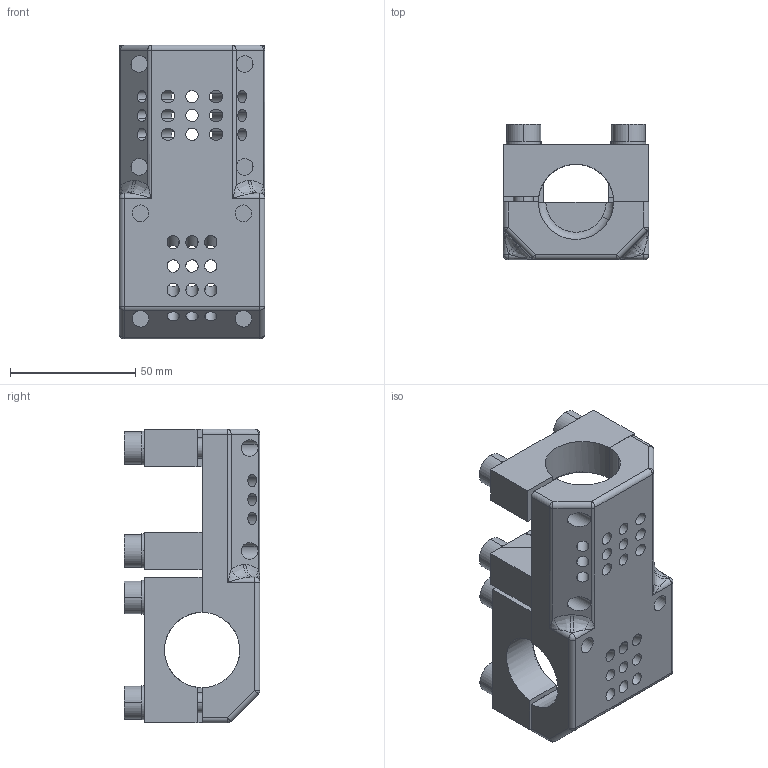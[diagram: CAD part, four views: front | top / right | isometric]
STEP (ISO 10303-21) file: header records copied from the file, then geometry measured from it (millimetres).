
FILE_DESCRIPTION(('CATIA V5 STEP Exchange'),'2;1');
FILE_NAME('AEGT131.stp','2017-07-06T00:17:39+00:00',('none'),('none'),'CATIA Version 5 Release 21 GA (IN-10)','CATIA V5 STEP AP203','none');
FILE_SCHEMA(('CONFIG_CONTROL_DESIGN'));
Length unit declared in the file: millimetre
Products named in the file (1): AEGT131
Bounding box: 58 x 54 x 117 mm (x, y, z)
Volume: 156074.9 mm3; surface area: 61072.6 mm2
Topology: 13 solids, 13 shells, 610 faces, 1661 edges, 1058 vertices
Faces by surface type: plane 328, cylinder 170, bspline 68, cone 32, sphere 10, torus 2
Entity records: 23541 total; most frequent: CARTESIAN_POINT 9642, ORIENTED_EDGE 3294, DIRECTION 2060, EDGE_CURVE 1647, VERTEX_POINT 1058, AXIS2_PLACEMENT_3D 814, VECTOR 800, LINE 800
